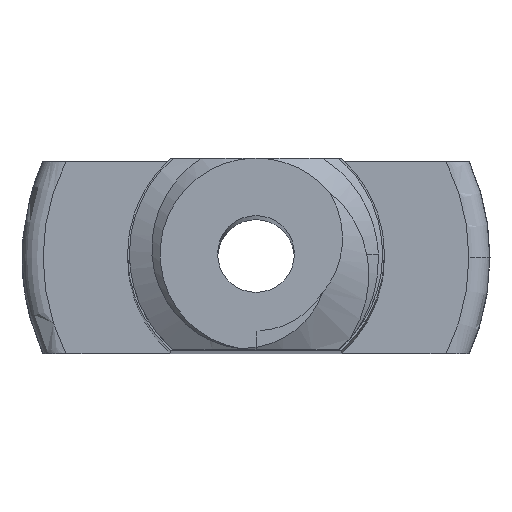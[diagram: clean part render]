
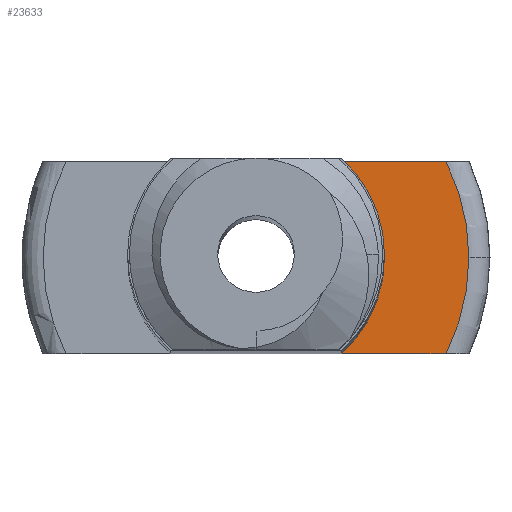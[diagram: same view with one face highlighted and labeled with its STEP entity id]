
A CAD part, top view. The second image highlights one B-rep face of the part: STEP entity #23633.
In plain terms, the highlighted planar face has unit normal (0, 0, 1).
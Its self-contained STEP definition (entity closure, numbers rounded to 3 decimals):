
#5219 = PLANE('',#5220);
#5220 = AXIS2_PLACEMENT_3D('',#5221,#5222,#5223);
#5221 = CARTESIAN_POINT('',(-12.5,-2.5,200.));
#5222 = DIRECTION('',(0.,1.,0.));
#5223 = DIRECTION('',(-1.,0.,0.));
#6008 = PLANE('',#6009);
#6009 = AXIS2_PLACEMENT_3D('',#6010,#6011,#6012);
#6010 = CARTESIAN_POINT('',(-12.5,2.5,200.));
#6011 = DIRECTION('',(0.,-1.,0.));
#6012 = DIRECTION('',(1.,0.,0.));
#8184 = VERTEX_POINT('',#8185);
#8185 = CARTESIAN_POINT('',(4.955,-2.5,0.));
#8237 = TOROIDAL_SURFACE('',#8238,5.55,0.55);
#8238 = AXIS2_PLACEMENT_3D('',#8239,#8240,#8241);
#8239 = CARTESIAN_POINT('',(0.,0.,-0.55)
  );
#8240 = DIRECTION('',(0.,0.,1.));
#8241 = DIRECTION('',(1.,0.,0.));
#8268 = EDGE_CURVE('',#8269,#8184,#8271,.T.);
#8269 = VERTEX_POINT('',#8270);
#8270 = CARTESIAN_POINT('',(2.23,-2.5,0.));
#8271 = SURFACE_CURVE('',#8272,(#8276,#8283),.PCURVE_S1.);
#8272 = LINE('',#8273,#8274);
#8273 = CARTESIAN_POINT('',(-6.25,-2.5,0.));
#8274 = VECTOR('',#8275,1.);
#8275 = DIRECTION('',(1.,0.,0.));
#8276 = PCURVE('',#5219,#8277);
#8277 = DEFINITIONAL_REPRESENTATION('',(#8278),#8282);
#8278 = LINE('',#8279,#8280);
#8279 = CARTESIAN_POINT('',(-6.25,-200.));
#8280 = VECTOR('',#8281,1.);
#8281 = DIRECTION('',(-1.,0.));
#8282 = ( GEOMETRIC_REPRESENTATION_CONTEXT(2) 
PARAMETRIC_REPRESENTATION_CONTEXT() REPRESENTATION_CONTEXT('2D SPACE',''
  ) );
#8283 = PCURVE('',#8284,#8289);
#8284 = PLANE('',#8285);
#8285 = AXIS2_PLACEMENT_3D('',#8286,#8287,#8288);
#8286 = CARTESIAN_POINT('',(0.,0.,
    0.));
#8287 = DIRECTION('',(0.,0.,-1.));
#8288 = DIRECTION('',(1.,0.,0.));
#8289 = DEFINITIONAL_REPRESENTATION('',(#8290),#8294);
#8290 = LINE('',#8291,#8292);
#8291 = CARTESIAN_POINT('',(-6.25,2.5));
#8292 = VECTOR('',#8293,1.);
#8293 = DIRECTION('',(1.,0.));
#8294 = ( GEOMETRIC_REPRESENTATION_CONTEXT(2) 
PARAMETRIC_REPRESENTATION_CONTEXT() REPRESENTATION_CONTEXT('2D SPACE',''
  ) );
#8310 = CYLINDRICAL_SURFACE('',#8311,3.35);
#8311 = AXIS2_PLACEMENT_3D('',#8312,#8313,#8314);
#8312 = CARTESIAN_POINT('',(0.,0.,48.6
    ));
#8313 = DIRECTION('',(0.,0.,-1.));
#8314 = DIRECTION('',(1.,0.,0.));
#20599 = TOROIDAL_SURFACE('',#20600,5.55,0.55);
#20600 = AXIS2_PLACEMENT_3D('',#20601,#20602,#20603);
#20601 = CARTESIAN_POINT('',(0.,0.,-0.55
    ));
#20602 = DIRECTION('',(0.,0.,1.));
#20603 = DIRECTION('',(1.,0.,0.));
#22428 = VERTEX_POINT('',#22429);
#22429 = CARTESIAN_POINT('',(4.955,2.5,0.));
#22507 = EDGE_CURVE('',#22508,#22428,#22510,.T.);
#22508 = VERTEX_POINT('',#22509);
#22509 = CARTESIAN_POINT('',(2.23,2.5,0.));
#22510 = SURFACE_CURVE('',#22511,(#22515,#22522),.PCURVE_S1.);
#22511 = LINE('',#22512,#22513);
#22512 = CARTESIAN_POINT('',(-6.25,2.5,0.));
#22513 = VECTOR('',#22514,1.);
#22514 = DIRECTION('',(1.,0.,0.));
#22515 = PCURVE('',#6008,#22516);
#22516 = DEFINITIONAL_REPRESENTATION('',(#22517),#22521);
#22517 = LINE('',#22518,#22519);
#22518 = CARTESIAN_POINT('',(6.25,-200.));
#22519 = VECTOR('',#22520,1.);
#22520 = DIRECTION('',(1.,0.));
#22521 = ( GEOMETRIC_REPRESENTATION_CONTEXT(2) 
PARAMETRIC_REPRESENTATION_CONTEXT() REPRESENTATION_CONTEXT('2D SPACE',''
  ) );
#22522 = PCURVE('',#8284,#22523);
#22523 = DEFINITIONAL_REPRESENTATION('',(#22524),#22528);
#22524 = LINE('',#22525,#22526);
#22525 = CARTESIAN_POINT('',(-6.25,-2.5));
#22526 = VECTOR('',#22527,1.);
#22527 = DIRECTION('',(1.,0.));
#22528 = ( GEOMETRIC_REPRESENTATION_CONTEXT(2) 
PARAMETRIC_REPRESENTATION_CONTEXT() REPRESENTATION_CONTEXT('2D SPACE',''
  ) );
#22544 = CYLINDRICAL_SURFACE('',#22545,3.35);
#22545 = AXIS2_PLACEMENT_3D('',#22546,#22547,#22548);
#22546 = CARTESIAN_POINT('',(0.,0.,
    48.6));
#22547 = DIRECTION('',(0.,0.,-1.));
#22548 = DIRECTION('',(1.,0.,0.));
#23560 = VERTEX_POINT('',#23561);
#23561 = CARTESIAN_POINT('',(3.35,0.,0.
    ));
#23584 = EDGE_CURVE('',#23560,#8269,#23585,.T.);
#23585 = SURFACE_CURVE('',#23586,(#23591,#23598),.PCURVE_S1.);
#23586 = CIRCLE('',#23587,3.35);
#23587 = AXIS2_PLACEMENT_3D('',#23588,#23589,#23590);
#23588 = CARTESIAN_POINT('',(0.,0.,
    0.));
#23589 = DIRECTION('',(0.,0.,-1.));
#23590 = DIRECTION('',(1.,0.,0.));
#23591 = PCURVE('',#8310,#23592);
#23592 = DEFINITIONAL_REPRESENTATION('',(#23593),#23597);
#23593 = LINE('',#23594,#23595);
#23594 = CARTESIAN_POINT('',(0.,48.6));
#23595 = VECTOR('',#23596,1.);
#23596 = DIRECTION('',(1.,0.));
#23597 = ( GEOMETRIC_REPRESENTATION_CONTEXT(2) 
PARAMETRIC_REPRESENTATION_CONTEXT() REPRESENTATION_CONTEXT('2D SPACE',''
  ) );
#23598 = PCURVE('',#8284,#23599);
#23599 = DEFINITIONAL_REPRESENTATION('',(#23600),#23604);
#23600 = CIRCLE('',#23601,3.35);
#23601 = AXIS2_PLACEMENT_2D('',#23602,#23603);
#23602 = CARTESIAN_POINT('',(0.,0.));
#23603 = DIRECTION('',(1.,0.));
#23604 = ( GEOMETRIC_REPRESENTATION_CONTEXT(2) 
PARAMETRIC_REPRESENTATION_CONTEXT() REPRESENTATION_CONTEXT('2D SPACE',''
  ) );
#23633 = ADVANCED_FACE('',(#23634),#8284,.F.);
#23634 = FACE_BOUND('',#23635,.T.);
#23635 = EDGE_LOOP('',(#23636,#23637,#23659,#23660,#23661,#23685));
#23636 = ORIENTED_EDGE('',*,*,#22507,.F.);
#23637 = ORIENTED_EDGE('',*,*,#23638,.T.);
#23638 = EDGE_CURVE('',#22508,#23560,#23639,.T.);
#23639 = SURFACE_CURVE('',#23640,(#23645,#23652),.PCURVE_S1.);
#23640 = CIRCLE('',#23641,3.35);
#23641 = AXIS2_PLACEMENT_3D('',#23642,#23643,#23644);
#23642 = CARTESIAN_POINT('',(0.,0.,
    0.));
#23643 = DIRECTION('',(0.,0.,-1.));
#23644 = DIRECTION('',(1.,0.,0.));
#23645 = PCURVE('',#8284,#23646);
#23646 = DEFINITIONAL_REPRESENTATION('',(#23647),#23651);
#23647 = CIRCLE('',#23648,3.35);
#23648 = AXIS2_PLACEMENT_2D('',#23649,#23650);
#23649 = CARTESIAN_POINT('',(0.,0.));
#23650 = DIRECTION('',(1.,0.));
#23651 = ( GEOMETRIC_REPRESENTATION_CONTEXT(2) 
PARAMETRIC_REPRESENTATION_CONTEXT() REPRESENTATION_CONTEXT('2D SPACE',''
  ) );
#23652 = PCURVE('',#22544,#23653);
#23653 = DEFINITIONAL_REPRESENTATION('',(#23654),#23658);
#23654 = LINE('',#23655,#23656);
#23655 = CARTESIAN_POINT('',(0.,48.6));
#23656 = VECTOR('',#23657,1.);
#23657 = DIRECTION('',(1.,0.));
#23658 = ( GEOMETRIC_REPRESENTATION_CONTEXT(2) 
PARAMETRIC_REPRESENTATION_CONTEXT() REPRESENTATION_CONTEXT('2D SPACE',''
  ) );
#23659 = ORIENTED_EDGE('',*,*,#23584,.T.);
#23660 = ORIENTED_EDGE('',*,*,#8268,.T.);
#23661 = ORIENTED_EDGE('',*,*,#23662,.F.);
#23662 = EDGE_CURVE('',#23663,#8184,#23665,.T.);
#23663 = VERTEX_POINT('',#23664);
#23664 = CARTESIAN_POINT('',(5.55,0.,0.
    ));
#23665 = SURFACE_CURVE('',#23666,(#23671,#23678),.PCURVE_S1.);
#23666 = CIRCLE('',#23667,5.55);
#23667 = AXIS2_PLACEMENT_3D('',#23668,#23669,#23670);
#23668 = CARTESIAN_POINT('',(0.,0.,
    0.));
#23669 = DIRECTION('',(0.,0.,-1.));
#23670 = DIRECTION('',(1.,0.,0.));
#23671 = PCURVE('',#8284,#23672);
#23672 = DEFINITIONAL_REPRESENTATION('',(#23673),#23677);
#23673 = CIRCLE('',#23674,5.55);
#23674 = AXIS2_PLACEMENT_2D('',#23675,#23676);
#23675 = CARTESIAN_POINT('',(0.,0.));
#23676 = DIRECTION('',(1.,0.));
#23677 = ( GEOMETRIC_REPRESENTATION_CONTEXT(2) 
PARAMETRIC_REPRESENTATION_CONTEXT() REPRESENTATION_CONTEXT('2D SPACE',''
  ) );
#23678 = PCURVE('',#8237,#23679);
#23679 = DEFINITIONAL_REPRESENTATION('',(#23680),#23684);
#23680 = LINE('',#23681,#23682);
#23681 = CARTESIAN_POINT('',(-0.,7.854));
#23682 = VECTOR('',#23683,1.);
#23683 = DIRECTION('',(-1.,0.));
#23684 = ( GEOMETRIC_REPRESENTATION_CONTEXT(2) 
PARAMETRIC_REPRESENTATION_CONTEXT() REPRESENTATION_CONTEXT('2D SPACE',''
  ) );
#23685 = ORIENTED_EDGE('',*,*,#23686,.F.);
#23686 = EDGE_CURVE('',#22428,#23663,#23687,.T.);
#23687 = SURFACE_CURVE('',#23688,(#23693,#23700),.PCURVE_S1.);
#23688 = CIRCLE('',#23689,5.55);
#23689 = AXIS2_PLACEMENT_3D('',#23690,#23691,#23692);
#23690 = CARTESIAN_POINT('',(0.,0.,
    0.));
#23691 = DIRECTION('',(0.,0.,-1.));
#23692 = DIRECTION('',(1.,0.,0.));
#23693 = PCURVE('',#8284,#23694);
#23694 = DEFINITIONAL_REPRESENTATION('',(#23695),#23699);
#23695 = CIRCLE('',#23696,5.55);
#23696 = AXIS2_PLACEMENT_2D('',#23697,#23698);
#23697 = CARTESIAN_POINT('',(0.,0.));
#23698 = DIRECTION('',(1.,0.));
#23699 = ( GEOMETRIC_REPRESENTATION_CONTEXT(2) 
PARAMETRIC_REPRESENTATION_CONTEXT() REPRESENTATION_CONTEXT('2D SPACE',''
  ) );
#23700 = PCURVE('',#20599,#23701);
#23701 = DEFINITIONAL_REPRESENTATION('',(#23702),#23706);
#23702 = LINE('',#23703,#23704);
#23703 = CARTESIAN_POINT('',(-0.,7.854));
#23704 = VECTOR('',#23705,1.);
#23705 = DIRECTION('',(-1.,0.));
#23706 = ( GEOMETRIC_REPRESENTATION_CONTEXT(2) 
PARAMETRIC_REPRESENTATION_CONTEXT() REPRESENTATION_CONTEXT('2D SPACE',''
  ) );
